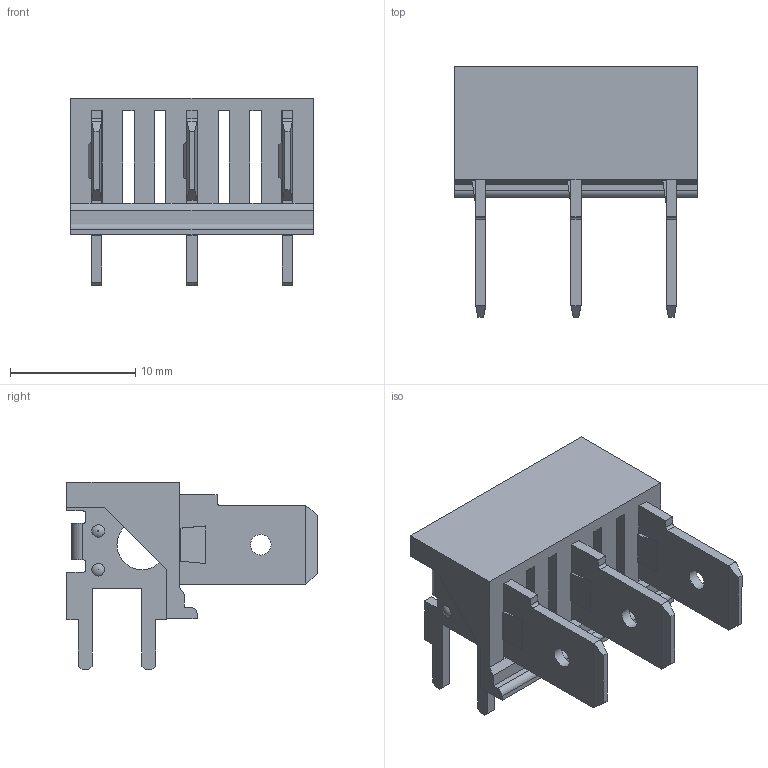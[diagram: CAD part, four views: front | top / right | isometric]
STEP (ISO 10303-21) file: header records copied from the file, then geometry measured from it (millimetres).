
FILE_DESCRIPTION(/* description */ ('Unknown'),/* implementation_level */ '2;1');
FILE_NAME(/* name */ 'J_Wurth_WR-FAST_638307122003',/* time_stamp */ '2025-06-19T15:41:52+08:00',/* author */ ('Unknown'),/* organization */ ('Unknown'),/* preprocessor_version */ 'ST-DEVELOPER v19.4',/* originating_system */ 'Solid Edge',/* authorisation */ 'Unknown');
FILE_SCHEMA (('AUTOMOTIVE_DESIGN {1 0 10303 214 3 1 1}'));
Length unit declared in the file: millimetre
Products named in the file (2): J_Wurth_WR-FAST_638307122003
Assembly tree (1 placements, depth 2):
  J_Wurth_WR-FAST_638307122003
    J_Wurth_WR-FAST_638307122003
Bounding box: 19.36 x 20 x 15 mm (x, y, z)
Volume: 955.7 mm3; surface area: 2205.7 mm2
Topology: 1 solids, 1 shells, 247 faces, 733 edges, 468 vertices
Faces by surface type: plane 195, cylinder 34, cone 12, torus 6
Full cylindrical faces by diameter (mm): 1.65 x3, 4 x3
Entity records: 9754 total; most frequent: CARTESIAN_POINT 1414, ORIENTED_EDGE 1406, DIRECTION 1281, EDGE_CURVE 703, LINE 623, VECTOR 623, VERTEX_POINT 462, AXIS2_PLACEMENT_3D 329
